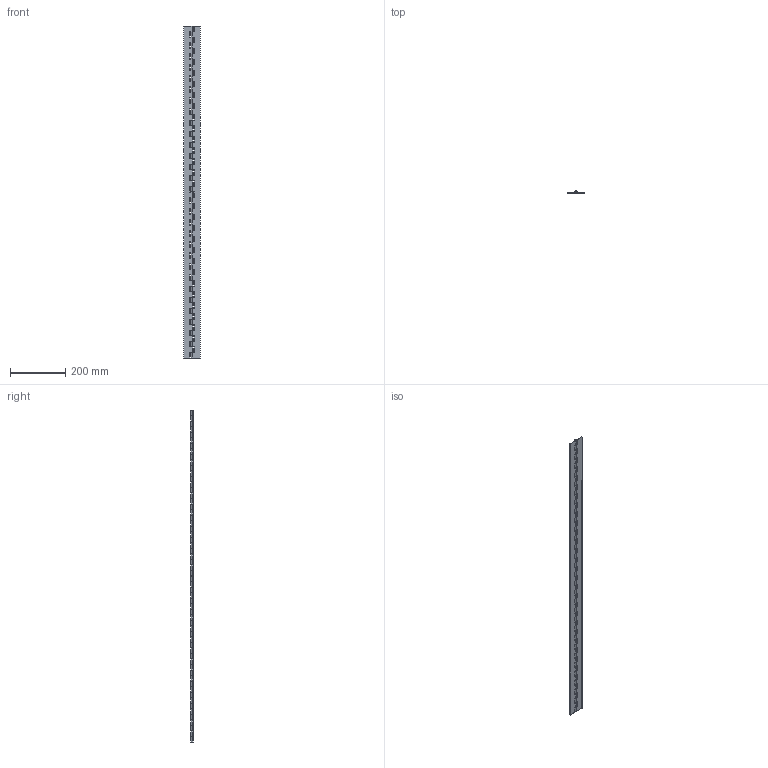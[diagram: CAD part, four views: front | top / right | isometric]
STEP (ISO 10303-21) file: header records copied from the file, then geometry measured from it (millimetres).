
FILE_DESCRIPTION (( 'STEP AP203' ), '1' );
FILE_NAME ('B-1806-2.STEP', '2008-11-27T04:54:53', ( ' ' ), ( ' ' ), 'SwSTEP 2.0', 'SolidWorks 2007', '' );
FILE_SCHEMA (( 'CONFIG_CONTROL_DESIGN' ));
Length unit declared in the file: millimetre
Products named in the file (4): B-1806-2僸儞僕A__棉太倌; B-1806-2僸儞僕B__棉太倌; B-1806-2; B-1806-2僺儞__棉太倌
Assembly tree (3 placements, depth 2):
  B-1806-2
    B-1806-2僺儞__棉太倌
    B-1806-2僸儞僕A__棉太倌
    B-1806-2僸儞僕B__棉太倌
Bounding box: 60 x 8.6 x 1200 mm (x, y, z)
Volume: 154134.6 mm3; surface area: 200551.4 mm2
Topology: 3 solids, 3 shells, 492 faces, 1458 edges, 972 vertices
Faces by surface type: cylinder 302, plane 190
Entity records: 17360 total; most frequent: DIRECTION 3058, CARTESIAN_POINT 2928, ORIENTED_EDGE 2916, EDGE_CURVE 1458, AXIS2_PLACEMENT_3D 1102, VERTEX_POINT 972, VECTOR 854, LINE 854
